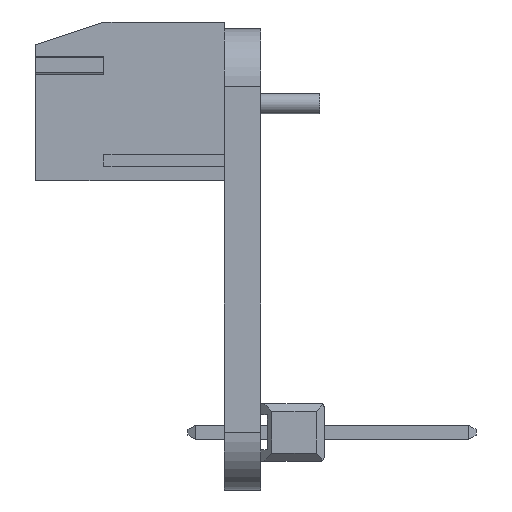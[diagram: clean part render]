
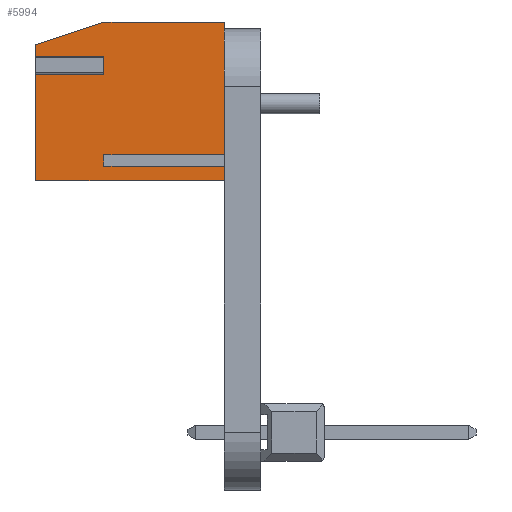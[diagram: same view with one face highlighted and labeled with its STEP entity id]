
A CAD part, left-side view. The second image highlights one B-rep face of the part: STEP entity #5994.
In plain terms, the highlighted planar face has unit normal (-1, 0, 0).
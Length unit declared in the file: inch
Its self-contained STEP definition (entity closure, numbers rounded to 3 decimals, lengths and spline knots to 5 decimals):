
#159 = DIRECTION ( 'NONE',  ( 0., 0., 1. ) ) ;
#212 = FACE_OUTER_BOUND ( 'NONE', #3631, .T. ) ;
#310 = DIRECTION ( 'NONE',  ( 0., -0.949, 0.316 ) ) ;
#498 = CARTESIAN_POINT ( 'NONE',  ( -0.1378, -0.07874, -0.25017 ) ) ;
#500 = ORIENTED_EDGE ( 'NONE', *, *, #6571, .F. ) ;
#537 = CARTESIAN_POINT ( 'NONE',  ( -0.1378, 0.12992, -0.23009 ) ) ;
#589 = DIRECTION ( 'NONE',  ( 0., 1., 0. ) ) ;
#602 = DIRECTION ( 'NONE',  ( 0., 1., 0. ) ) ;
#673 = EDGE_CURVE ( 'NONE', #919, #11151, #3118, .T. ) ;
#919 = VERTEX_POINT ( 'NONE', #498 ) ;
#1086 = VECTOR ( 'NONE', #10884, 39.37008 ) ;
#1438 = EDGE_CURVE ( 'NONE', #3343, #10818, #11112, .T. ) ;
#1737 = LINE ( 'NONE', #10416, #10225 ) ;
#2069 = EDGE_CURVE ( 'NONE', #10561, #10803, #5161, .T. ) ;
#2083 = EDGE_CURVE ( 'NONE', #2349, #919, #8764, .T. ) ;
#2223 = CARTESIAN_POINT ( 'NONE',  ( -0.1378, 0.12992, -0.06494 ) ) ;
#2349 = VERTEX_POINT ( 'NONE', #3781 ) ;
#2528 = CARTESIAN_POINT ( 'NONE',  ( -0.1378, -0.07874, -0.23009 ) ) ;
#2701 = CARTESIAN_POINT ( 'NONE',  ( -0.1378, 0.24803, -0.27559 ) ) ;
#2872 = LINE ( 'NONE', #3096, #1086 ) ;
#2896 = VERTEX_POINT ( 'NONE', #537 ) ;
#3091 = ORIENTED_EDGE ( 'NONE', *, *, #3923, .F. ) ;
#3096 = CARTESIAN_POINT ( 'NONE',  ( -0.1378, 0., -0.06494 ) ) ;
#3118 = LINE ( 'NONE', #8417, #7737 ) ;
#3301 = CARTESIAN_POINT ( 'NONE',  ( -0.1378, -0.07874, -0.27559 ) ) ;
#3342 = CARTESIAN_POINT ( 'NONE',  ( -0.1378, 0.12992, 0. ) ) ;
#3343 = VERTEX_POINT ( 'NONE', #11076 ) ;
#3575 = CARTESIAN_POINT ( 'NONE',  ( -0.1378, 0., -0.25017 ) ) ;
#3631 = EDGE_LOOP ( 'NONE', ( #5242, #5230, #5996, #3967, #9252, #5401, #9360, #500, #3091, #8453, #8545, #3997, #4159 ) ) ;
#3743 = CARTESIAN_POINT ( 'NONE',  ( -0.1378, 0.24803, -0.03937 ) ) ;
#3767 = VECTOR ( 'NONE', #5103, 39.37008 ) ;
#3781 = CARTESIAN_POINT ( 'NONE',  ( -0.1378, 0.12992, -0.25017 ) ) ;
#3803 = EDGE_CURVE ( 'NONE', #4110, #6108, #10019, .T. ) ;
#3817 = DIRECTION ( 'NONE',  ( 0., 0., -1. ) ) ;
#3923 = EDGE_CURVE ( 'NONE', #11151, #4028, #5096, .T. ) ;
#3967 = ORIENTED_EDGE ( 'NONE', *, *, #9973, .F. ) ;
#3997 = ORIENTED_EDGE ( 'NONE', *, *, #5483, .F. ) ;
#4028 = VERTEX_POINT ( 'NONE', #2701 ) ;
#4110 = VERTEX_POINT ( 'NONE', #8125 ) ;
#4143 = DIRECTION ( 'NONE',  ( 0., 0., -1. ) ) ;
#4159 = ORIENTED_EDGE ( 'NONE', *, *, #4247, .F. ) ;
#4206 = VECTOR ( 'NONE', #159, 39.37008 ) ;
#4247 = EDGE_CURVE ( 'NONE', #10803, #2896, #6701, .T. ) ;
#4511 = CARTESIAN_POINT ( 'NONE',  ( -0.1378, 0., 0. ) ) ;
#5083 = VECTOR ( 'NONE', #4143, 39.37008 ) ;
#5089 = DIRECTION ( 'NONE',  ( 0., 0., 1. ) ) ;
#5096 = LINE ( 'NONE', #5791, #5820 ) ;
#5103 = DIRECTION ( 'NONE',  ( 0., 0., -1. ) ) ;
#5161 = LINE ( 'NONE', #5980, #5083 ) ;
#5197 = CARTESIAN_POINT ( 'NONE',  ( -0.1378, 0., -0.08462 ) ) ;
#5219 = CARTESIAN_POINT ( 'NONE',  ( -0.1378, -0.07874, 0. ) ) ;
#5230 = ORIENTED_EDGE ( 'NONE', *, *, #7033, .F. ) ;
#5242 = ORIENTED_EDGE ( 'NONE', *, *, #2069, .F. ) ;
#5401 = ORIENTED_EDGE ( 'NONE', *, *, #6063, .F. ) ;
#5483 = EDGE_CURVE ( 'NONE', #2896, #2349, #6885, .T. ) ;
#5528 = DIRECTION ( 'NONE',  ( 1., 0., 0. ) ) ;
#5692 = DIRECTION ( 'NONE',  ( 0., -1., 0. ) ) ;
#5791 = CARTESIAN_POINT ( 'NONE',  ( -0.1378, -0.07874, -0.27559 ) ) ;
#5820 = VECTOR ( 'NONE', #602, 39.37008 ) ;
#5821 = VECTOR ( 'NONE', #9750, 39.37008 ) ;
#5876 = LINE ( 'NONE', #7355, #7396 ) ;
#5980 = CARTESIAN_POINT ( 'NONE',  ( -0.1378, -0.07874, 0. ) ) ;
#5994 = ADVANCED_FACE ( 'NONE', ( #212 ), #10692, .F. ) ;
#5996 = ORIENTED_EDGE ( 'NONE', *, *, #3803, .F. ) ;
#6063 = EDGE_CURVE ( 'NONE', #10818, #9988, #8853, .T. ) ;
#6105 = VECTOR ( 'NONE', #11028, 39.37008 ) ;
#6108 = VERTEX_POINT ( 'NONE', #8372 ) ;
#6119 = DIRECTION ( 'NONE',  ( 0., -1., 0. ) ) ;
#6199 = VECTOR ( 'NONE', #310, 39.37008 ) ;
#6495 = DIRECTION ( 'NONE',  ( 0., 0., -1. ) ) ;
#6571 = EDGE_CURVE ( 'NONE', #4028, #3343, #1737, .T. ) ;
#6701 = LINE ( 'NONE', #8396, #10395 ) ;
#6885 = LINE ( 'NONE', #3342, #3767 ) ;
#7033 = EDGE_CURVE ( 'NONE', #6108, #10561, #5876, .T. ) ;
#7194 = VECTOR ( 'NONE', #6119, 39.37008 ) ;
#7355 = CARTESIAN_POINT ( 'NONE',  ( -0.1378, 0., 0. ) ) ;
#7396 = VECTOR ( 'NONE', #5692, 39.37008 ) ;
#7530 = CARTESIAN_POINT ( 'NONE',  ( -0.1378, 0.24803, 0. ) ) ;
#7737 = VECTOR ( 'NONE', #6495, 39.37008 ) ;
#7769 = VERTEX_POINT ( 'NONE', #8883 ) ;
#7991 = CARTESIAN_POINT ( 'NONE',  ( -0.1378, 0.12992, 0. ) ) ;
#8125 = CARTESIAN_POINT ( 'NONE',  ( -0.1378, 0.24803, -0.03937 ) ) ;
#8372 = CARTESIAN_POINT ( 'NONE',  ( -0.1378, 0.12992, 0. ) ) ;
#8396 = CARTESIAN_POINT ( 'NONE',  ( -0.1378, 0., -0.23009 ) ) ;
#8417 = CARTESIAN_POINT ( 'NONE',  ( -0.1378, -0.07874, 0. ) ) ;
#8453 = ORIENTED_EDGE ( 'NONE', *, *, #673, .F. ) ;
#8516 = EDGE_CURVE ( 'NONE', #9988, #7769, #2872, .T. ) ;
#8545 = ORIENTED_EDGE ( 'NONE', *, *, #2083, .F. ) ;
#8764 = LINE ( 'NONE', #3575, #5821 ) ;
#8773 = AXIS2_PLACEMENT_3D ( 'NONE', #4511, #5528, #3817 ) ;
#8853 = LINE ( 'NONE', #7991, #4206 ) ;
#8883 = CARTESIAN_POINT ( 'NONE',  ( -0.1378, 0.24803, -0.06494 ) ) ;
#9252 = ORIENTED_EDGE ( 'NONE', *, *, #8516, .F. ) ;
#9360 = ORIENTED_EDGE ( 'NONE', *, *, #1438, .F. ) ;
#9413 = LINE ( 'NONE', #7530, #6105 ) ;
#9617 = CARTESIAN_POINT ( 'NONE',  ( -0.1378, 0.12992, -0.08462 ) ) ;
#9750 = DIRECTION ( 'NONE',  ( 0., -1., 0. ) ) ;
#9973 = EDGE_CURVE ( 'NONE', #7769, #4110, #9413, .T. ) ;
#9988 = VERTEX_POINT ( 'NONE', #2223 ) ;
#10019 = LINE ( 'NONE', #3743, #6199 ) ;
#10225 = VECTOR ( 'NONE', #5089, 39.37008 ) ;
#10395 = VECTOR ( 'NONE', #589, 39.37008 ) ;
#10416 = CARTESIAN_POINT ( 'NONE',  ( -0.1378, 0.24803, 0. ) ) ;
#10561 = VERTEX_POINT ( 'NONE', #5219 ) ;
#10692 = PLANE ( 'NONE',  #8773 ) ;
#10803 = VERTEX_POINT ( 'NONE', #2528 ) ;
#10818 = VERTEX_POINT ( 'NONE', #9617 ) ;
#10884 = DIRECTION ( 'NONE',  ( 0., 1., 0. ) ) ;
#11028 = DIRECTION ( 'NONE',  ( 0., 0., 1. ) ) ;
#11076 = CARTESIAN_POINT ( 'NONE',  ( -0.1378, 0.24803, -0.08462 ) ) ;
#11112 = LINE ( 'NONE', #5197, #7194 ) ;
#11151 = VERTEX_POINT ( 'NONE', #3301 ) ;
